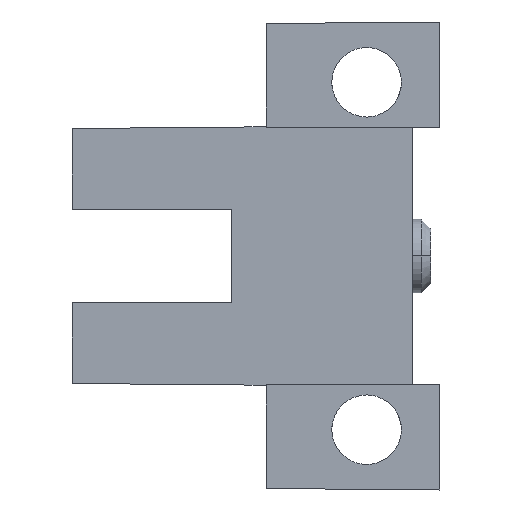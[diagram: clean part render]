
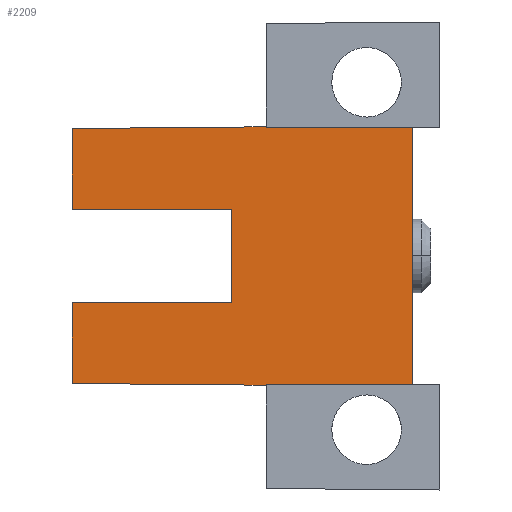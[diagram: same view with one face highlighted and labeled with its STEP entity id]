
A CAD part, left-side view. The second image highlights one B-rep face of the part: STEP entity #2209.
In plain terms, the highlighted planar face has unit normal (-1, 0.009, 0).
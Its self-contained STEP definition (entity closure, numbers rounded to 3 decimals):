
#101=DIRECTION('',(-0.009,-1.,-0.009));
#102=VECTOR('',#101,10.601);
#103=CARTESIAN_POINT('',(-3.224,2.3,-3.974));
#104=LINE('',#103,#102);
#145=DIRECTION('',(0.,0.,-1.));
#146=VECTOR('',#145,4.424);
#147=CARTESIAN_POINT('',(-3.224,2.3,0.45));
#148=LINE('',#147,#146);
#217=DIRECTION('',(0.009,1.,0.));
#218=VECTOR('',#217,8.7);
#219=CARTESIAN_POINT('',(-3.3,-6.4,0.45));
#220=LINE('',#219,#218);
#421=DIRECTION('',(-0.009,-1.,0.));
#422=VECTOR('',#421,8.);
#423=CARTESIAN_POINT('',(-3.317,-8.3,10.05));
#424=LINE('',#423,#422);
#617=DIRECTION('',(-0.009,-1.,0.));
#618=VECTOR('',#617,8.);
#619=CARTESIAN_POINT('',(-3.317,-8.3,-4.05));
#620=LINE('',#619,#618);
#637=DIRECTION('',(0.,0.,1.));
#638=VECTOR('',#637,14.1);
#639=CARTESIAN_POINT('',(-3.386,-16.3,-4.05));
#640=LINE('',#639,#638);
#641=DIRECTION('',(0.,0.,-1.));
#642=VECTOR('',#641,0.017);
#643=CARTESIAN_POINT('',(-3.317,-8.3,-4.05));
#644=LINE('',#643,#642);
#645=DIRECTION('',(0.,0.,1.));
#646=VECTOR('',#645,5.1);
#647=CARTESIAN_POINT('',(-3.3,-6.4,0.45));
#648=LINE('',#647,#646);
#649=DIRECTION('',(0.,0.,1.));
#650=VECTOR('',#649,0.017);
#651=CARTESIAN_POINT('',(-3.317,-8.3,10.05));
#652=LINE('',#651,#650);
#725=DIRECTION('',(0.009,1.,0.));
#726=VECTOR('',#725,8.7);
#727=CARTESIAN_POINT('',(-3.3,-6.4,5.55));
#728=LINE('',#727,#726);
#785=DIRECTION('',(0.,0.,1.));
#786=VECTOR('',#785,4.424);
#787=CARTESIAN_POINT('',(-3.224,2.3,5.55));
#788=LINE('',#787,#786);
#825=DIRECTION('',(-0.009,-1.,0.009));
#826=VECTOR('',#825,10.601);
#827=CARTESIAN_POINT('',(-3.224,2.3,9.974));
#828=LINE('',#827,#826);
#1367=CARTESIAN_POINT('',(-3.317,-8.3,-4.05));
#1368=VERTEX_POINT('',#1367);
#1369=CARTESIAN_POINT('',(-3.224,2.3,-3.974));
#1370=CARTESIAN_POINT('',(-3.317,-8.3,-4.067));
#1371=VERTEX_POINT('',#1369);
#1372=VERTEX_POINT('',#1370);
#1393=CARTESIAN_POINT('',(-3.224,2.3,0.45));
#1394=VERTEX_POINT('',#1393);
#1395=CARTESIAN_POINT('',(-3.3,-6.4,0.45));
#1396=VERTEX_POINT('',#1395);
#1415=CARTESIAN_POINT('',(-3.317,-8.3,10.05));
#1416=VERTEX_POINT('',#1415);
#1417=CARTESIAN_POINT('',(-3.224,2.3,9.974));
#1418=CARTESIAN_POINT('',(-3.317,-8.3,10.067));
#1419=VERTEX_POINT('',#1417);
#1420=VERTEX_POINT('',#1418);
#1441=CARTESIAN_POINT('',(-3.224,2.3,5.55));
#1442=VERTEX_POINT('',#1441);
#1443=CARTESIAN_POINT('',(-3.3,-6.4,5.55));
#1444=VERTEX_POINT('',#1443);
#1473=CARTESIAN_POINT('',(-3.386,-16.3,-4.05));
#1474=CARTESIAN_POINT('',(-3.386,-16.3,10.05));
#1475=VERTEX_POINT('',#1473);
#1476=VERTEX_POINT('',#1474);
#2185=CARTESIAN_POINT('',(-3.3,-6.4,10.918));
#2186=DIRECTION('',(1.,-0.009,0.));
#2187=DIRECTION('',(0.,0.,-1.));
#2188=AXIS2_PLACEMENT_3D('',#2185,#2186,#2187);
#2189=PLANE('',#2188);
#2190=ORIENTED_EDGE('',*,*,#1931,.F.);
#2191=ORIENTED_EDGE('',*,*,#2168,.F.);
#2192=ORIENTED_EDGE('',*,*,#1514,.T.);
#2193=ORIENTED_EDGE('',*,*,#1542,.F.);
#2194=ORIENTED_EDGE('',*,*,#1557,.F.);
#2195=ORIENTED_EDGE('',*,*,#1705,.F.);
#2197=ORIENTED_EDGE('',*,*,#2196,.T.);
#2199=ORIENTED_EDGE('',*,*,#2198,.T.);
#2201=ORIENTED_EDGE('',*,*,#2200,.T.);
#2203=ORIENTED_EDGE('',*,*,#2202,.T.);
#2205=ORIENTED_EDGE('',*,*,#2204,.F.);
#2206=ORIENTED_EDGE('',*,*,#1985,.T.);
#2207=EDGE_LOOP('',(#2190,#2191,#2192,#2193,#2194,#2195,#2197,#2199,#2201,#2203,
#2205,#2206));
#2208=FACE_OUTER_BOUND('',#2207,.F.);
#1514=EDGE_CURVE('',#1368,#1372,#644,.T.);
#1542=EDGE_CURVE('',#1371,#1372,#104,.T.);
#1557=EDGE_CURVE('',#1394,#1371,#148,.T.);
#1705=EDGE_CURVE('',#1396,#1394,#220,.T.);
#1931=EDGE_CURVE('',#1475,#1476,#640,.T.);
#1985=EDGE_CURVE('',#1416,#1476,#424,.T.);
#2168=EDGE_CURVE('',#1368,#1475,#620,.T.);
#2196=EDGE_CURVE('',#1396,#1444,#648,.T.);
#2198=EDGE_CURVE('',#1444,#1442,#728,.T.);
#2200=EDGE_CURVE('',#1442,#1419,#788,.T.);
#2202=EDGE_CURVE('',#1419,#1420,#828,.T.);
#2204=EDGE_CURVE('',#1416,#1420,#652,.T.);
#2209=ADVANCED_FACE('',(#2208),#2189,.F.);
